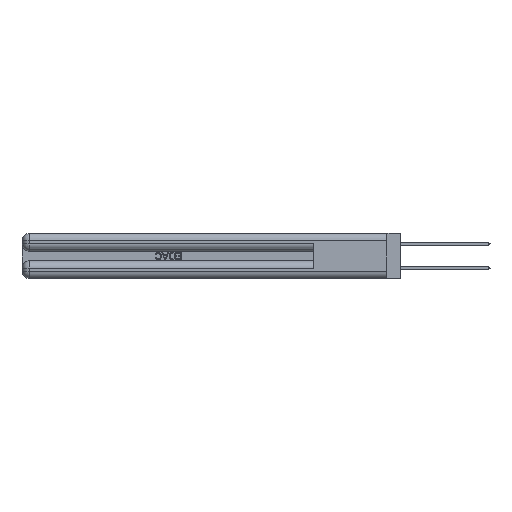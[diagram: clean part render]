
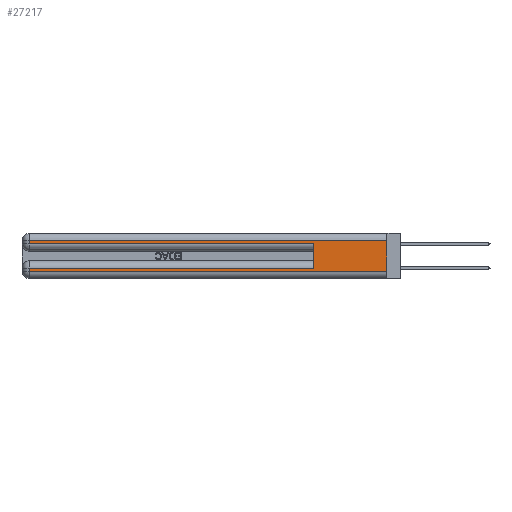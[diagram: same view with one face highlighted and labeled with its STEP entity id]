
A CAD part, left-side view. The second image highlights one B-rep face of the part: STEP entity #27217.
In plain terms, the highlighted planar face has unit normal (-1, 0, 0).
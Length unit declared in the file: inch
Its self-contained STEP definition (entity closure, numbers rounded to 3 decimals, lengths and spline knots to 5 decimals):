
#74 = CARTESIAN_POINT ( 'NONE',  ( 0., 2.94, 0.37 ) ) ;
#587 = VERTEX_POINT ( 'NONE', #26884 ) ;
#1253 = CARTESIAN_POINT ( 'NONE',  ( 0., 0., 0.31 ) ) ;
#1709 = VERTEX_POINT ( 'NONE', #27434 ) ;
#1870 = LINE ( 'NONE', #50057, #42785 ) ;
#1970 = DIRECTION ( 'NONE',  ( 1., 0., 0. ) ) ;
#2009 = ORIENTED_EDGE ( 'NONE', *, *, #3010, .T. ) ;
#3010 = EDGE_CURVE ( 'NONE', #11382, #21716, #10502, .T. ) ;
#4094 = DIRECTION ( 'NONE',  ( 0., 0., -1. ) ) ;
#4186 = ORIENTED_EDGE ( 'NONE', *, *, #11976, .T. ) ;
#5791 = CARTESIAN_POINT ( 'NONE',  ( 0., 0., 0.37 ) ) ;
#6580 = VECTOR ( 'NONE', #12353, 39.37008 ) ;
#7448 = DIRECTION ( 'NONE',  ( 0., 0., -1. ) ) ;
#8120 = VECTOR ( 'NONE', #32614, 39.37008 ) ;
#9386 = LINE ( 'NONE', #23029, #46551 ) ;
#10502 = LINE ( 'NONE', #74, #13628 ) ;
#11382 = VERTEX_POINT ( 'NONE', #12076 ) ;
#11731 = AXIS2_PLACEMENT_3D ( 'NONE', #5791, #1970, #17561 ) ;
#11976 = EDGE_CURVE ( 'NONE', #45824, #1709, #16513, .T. ) ;
#12076 = CARTESIAN_POINT ( 'NONE',  ( 0., 2.94, 0.31 ) ) ;
#12172 = ORIENTED_EDGE ( 'NONE', *, *, #40865, .F. ) ;
#12353 = DIRECTION ( 'NONE',  ( 0., -1., 0. ) ) ;
#13147 = VECTOR ( 'NONE', #29584, 39.37008 ) ;
#13628 = VECTOR ( 'NONE', #4094, 39.37008 ) ;
#15914 = DIRECTION ( 'NONE',  ( 0., 0., 1. ) ) ;
#16031 = VERTEX_POINT ( 'NONE', #1253 ) ;
#16513 = LINE ( 'NONE', #43360, #6580 ) ;
#16903 = FACE_OUTER_BOUND ( 'NONE', #40610, .T. ) ;
#17188 = ORIENTED_EDGE ( 'NONE', *, *, #45589, .F. ) ;
#17561 = DIRECTION ( 'NONE',  ( 0., 0., -1. ) ) ;
#18494 = EDGE_CURVE ( 'NONE', #21716, #50889, #32405, .T. ) ;
#18518 = DIRECTION ( 'NONE',  ( 0., 1., 0. ) ) ;
#20549 = ORIENTED_EDGE ( 'NONE', *, *, #20841, .T. ) ;
#20841 = EDGE_CURVE ( 'NONE', #587, #37891, #1870, .T. ) ;
#21716 = VERTEX_POINT ( 'NONE', #33361 ) ;
#23029 = CARTESIAN_POINT ( 'NONE',  ( 0., 0., 0.37 ) ) ;
#24635 = CARTESIAN_POINT ( 'NONE',  ( 0., 0., 0.31 ) ) ;
#24883 = CARTESIAN_POINT ( 'NONE',  ( 0., 2.94, 0.37 ) ) ;
#25429 = LINE ( 'NONE', #28381, #29808 ) ;
#25737 = ORIENTED_EDGE ( 'NONE', *, *, #46328, .T. ) ;
#26884 = CARTESIAN_POINT ( 'NONE',  ( 0., 0.6, 0.085 ) ) ;
#27217 = ADVANCED_FACE ( 'NONE', ( #16903 ), #29698, .F. ) ;
#27434 = CARTESIAN_POINT ( 'NONE',  ( 0., 0., 0.06 ) ) ;
#28381 = CARTESIAN_POINT ( 'NONE',  ( 0., 0.6, 0.145 ) ) ;
#29584 = DIRECTION ( 'NONE',  ( 0., -1., 0. ) ) ;
#29698 = PLANE ( 'NONE',  #11731 ) ;
#29808 = VECTOR ( 'NONE', #15914, 39.37008 ) ;
#31382 = ORIENTED_EDGE ( 'NONE', *, *, #44988, .T. ) ;
#32405 = LINE ( 'NONE', #41529, #13147 ) ;
#32614 = DIRECTION ( 'NONE',  ( 0., 1., 0. ) ) ;
#32802 = LINE ( 'NONE', #24883, #41450 ) ;
#33361 = CARTESIAN_POINT ( 'NONE',  ( 0., 2.94, 0.285 ) ) ;
#37891 = VERTEX_POINT ( 'NONE', #38904 ) ;
#38837 = CARTESIAN_POINT ( 'NONE',  ( 0., 0.6, 0.285 ) ) ;
#38904 = CARTESIAN_POINT ( 'NONE',  ( 0., 2.94, 0.085 ) ) ;
#40610 = EDGE_LOOP ( 'NONE', ( #12172, #31382, #2009, #42379, #17188, #20549, #25737, #4186 ) ) ;
#40865 = EDGE_CURVE ( 'NONE', #16031, #1709, #9386, .T. ) ;
#41450 = VECTOR ( 'NONE', #44790, 39.37008 ) ;
#41529 = CARTESIAN_POINT ( 'NONE',  ( 0., 0., 0.285 ) ) ;
#42379 = ORIENTED_EDGE ( 'NONE', *, *, #18494, .T. ) ;
#42785 = VECTOR ( 'NONE', #18518, 39.37008 ) ;
#43360 = CARTESIAN_POINT ( 'NONE',  ( 0., 0., 0.06 ) ) ;
#44790 = DIRECTION ( 'NONE',  ( 0., 0., -1. ) ) ;
#44988 = EDGE_CURVE ( 'NONE', #16031, #11382, #45309, .T. ) ;
#45162 = CARTESIAN_POINT ( 'NONE',  ( 0., 2.94, 0.06 ) ) ;
#45309 = LINE ( 'NONE', #24635, #8120 ) ;
#45589 = EDGE_CURVE ( 'NONE', #587, #50889, #25429, .T. ) ;
#45824 = VERTEX_POINT ( 'NONE', #45162 ) ;
#46328 = EDGE_CURVE ( 'NONE', #37891, #45824, #32802, .T. ) ;
#46551 = VECTOR ( 'NONE', #7448, 39.37008 ) ;
#50057 = CARTESIAN_POINT ( 'NONE',  ( 0., 0., 0.085 ) ) ;
#50889 = VERTEX_POINT ( 'NONE', #38837 ) ;
